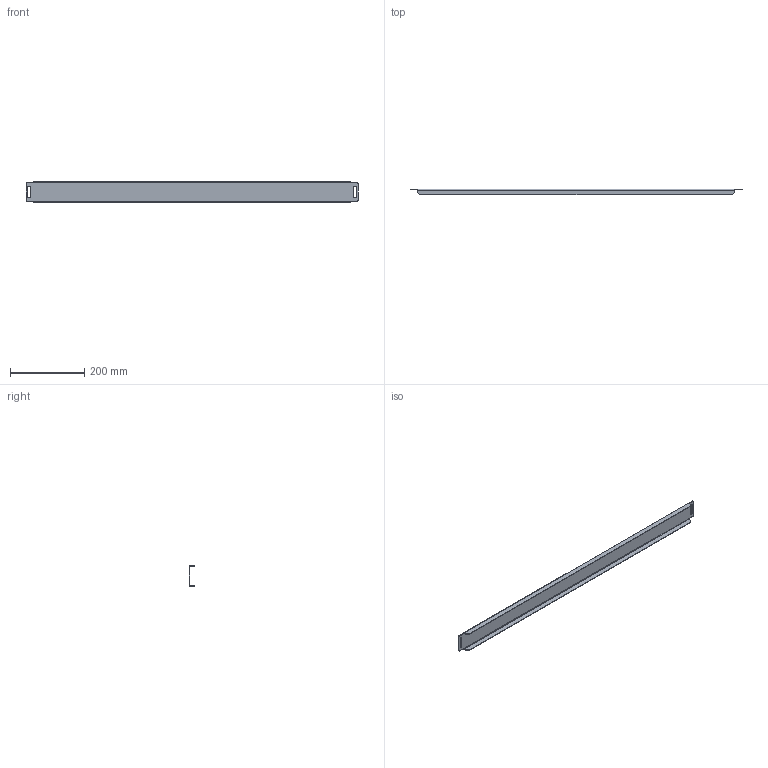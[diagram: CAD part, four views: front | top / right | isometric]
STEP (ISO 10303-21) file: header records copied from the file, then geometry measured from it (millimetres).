
FILE_DESCRIPTION (( 'STEP AP214' ), '1' );
FILE_NAME ('721.010.STEP', '2025-04-14T11:42:31', ( '' ), ( '' ), 'SwSTEP 2.0', 'SolidWorks 2021', '' );
FILE_SCHEMA (( 'AUTOMOTIVE_DESIGN' ));
Length unit declared in the file: millimetre
Products named in the file (1): 721.010
Bounding box: 895 x 15 x 55 mm (x, y, z)
Volume: 104978.9 mm3; surface area: 143074.6 mm2
Topology: 1 solids, 1 shells, 48 faces, 122 edges, 76 vertices
Faces by surface type: plane 26, cylinder 18, bspline 4
Entity records: 1500 total; most frequent: CARTESIAN_POINT 315, ORIENTED_EDGE 244, DIRECTION 232, EDGE_CURVE 122, AXIS2_PLACEMENT_3D 81, VERTEX_POINT 76, LINE 70, VECTOR 70
